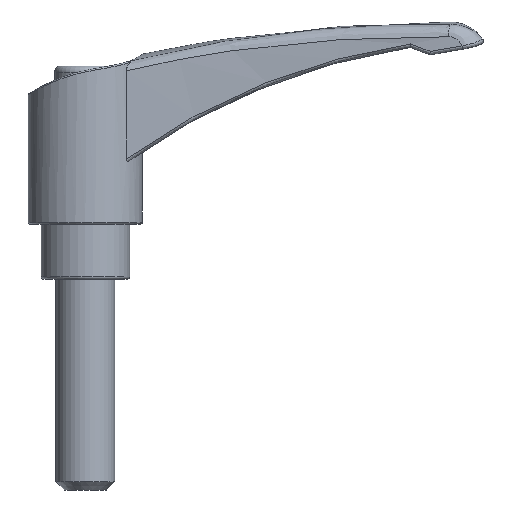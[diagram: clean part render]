
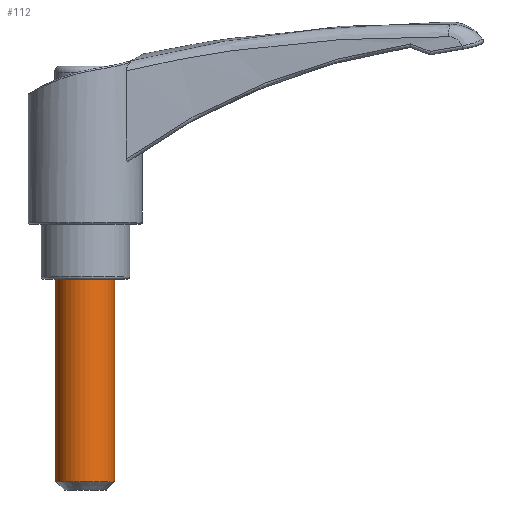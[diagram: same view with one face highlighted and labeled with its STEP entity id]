
A CAD part, front view. The second image highlights one B-rep face of the part: STEP entity #112.
In plain terms, the highlighted cylindrical face has radius 7 mm (diameter 14 mm), a full revolution.
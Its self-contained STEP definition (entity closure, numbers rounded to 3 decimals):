
#112 = ADVANCED_FACE( '', ( #266, #267 ), #268, .T. );
#266 = FACE_OUTER_BOUND( '', #1793, .T. );
#267 = FACE_OUTER_BOUND( '', #1794, .T. );
#268 = CYLINDRICAL_SURFACE( '', #1795, 7. );
#1793 = EDGE_LOOP( '', ( #4233 ) );
#1794 = EDGE_LOOP( '', ( #4234 ) );
#1795 = AXIS2_PLACEMENT_3D( '', #4235, #4236, #4237 );
#4233 = ORIENTED_EDGE( '', *, *, #4624, .T. );
#4234 = ORIENTED_EDGE( '', *, *, #4625, .T. );
#4235 = CARTESIAN_POINT( '', ( 0., 0., -63. ) );
#4236 = DIRECTION( '', ( 0., 0., -1. ) );
#4237 = DIRECTION( '', ( 1., 0., 0. ) );
#4624 = EDGE_CURVE( '', #4866, #4866, #4867, .F. );
#4625 = EDGE_CURVE( '', #4868, #4868, #4869, .T. );
#4866 = VERTEX_POINT( '', #6462 );
#4867 = CIRCLE( '', #6463, 7. );
#4868 = VERTEX_POINT( '', #6464 );
#4869 = CIRCLE( '', #6465, 7. );
#6462 = CARTESIAN_POINT( '', ( -7., 0., -61. ) );
#6463 = AXIS2_PLACEMENT_3D( '', #7750, #7751, #7752 );
#6464 = CARTESIAN_POINT( '', ( 0., 7., -13. ) );
#6465 = AXIS2_PLACEMENT_3D( '', #7753, #7754, #7755 );
#7750 = CARTESIAN_POINT( '', ( 0., 0., -61. ) );
#7751 = DIRECTION( '', ( 0., 0., -1. ) );
#7752 = DIRECTION( '', ( -1., 0., 0. ) );
#7753 = CARTESIAN_POINT( '', ( 0., 0., -13. ) );
#7754 = DIRECTION( '', ( 0., 0., -1. ) );
#7755 = DIRECTION( '', ( 0., 1., 0. ) );
